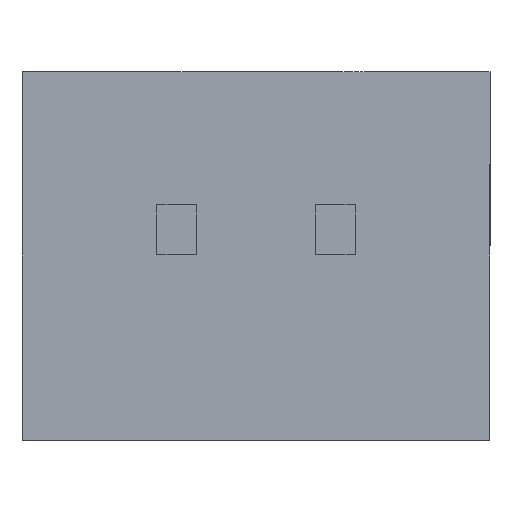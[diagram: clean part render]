
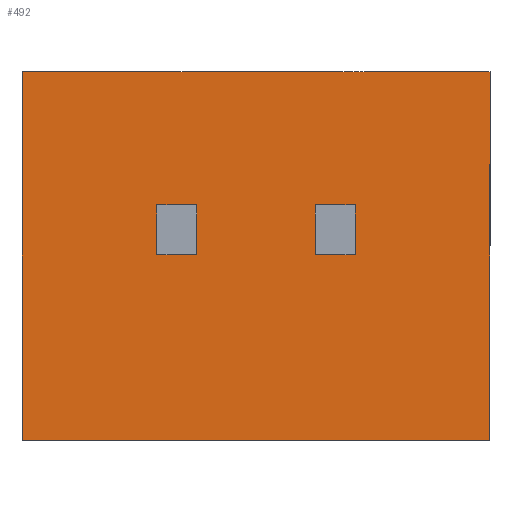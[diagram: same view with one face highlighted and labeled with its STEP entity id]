
A CAD part, front view. The second image highlights one B-rep face of the part: STEP entity #492.
In plain terms, the highlighted planar face has unit normal (0, -1, 0).
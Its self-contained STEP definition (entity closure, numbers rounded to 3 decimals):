
#3 = DIRECTION ( 'NONE',  ( 1., 0., 0. ) ) ;
#15 = ORIENTED_EDGE ( 'NONE', *, *, #1459, .T. ) ;
#39 = VERTEX_POINT ( 'NONE', #149 ) ;
#63 = VERTEX_POINT ( 'NONE', #1424 ) ;
#80 = DIRECTION ( 'NONE',  ( -1., 0., 0. ) ) ;
#92 = FACE_OUTER_BOUND ( 'NONE', #1705, .T. ) ;
#98 = ORIENTED_EDGE ( 'NONE', *, *, #1558, .F. ) ;
#116 = CARTESIAN_POINT ( 'NONE',  ( 5.02, 0., -3.37 ) ) ;
#149 = CARTESIAN_POINT ( 'NONE',  ( 5.02, 0., 2.53 ) ) ;
#187 = VECTOR ( 'NONE', #669, 1000. ) ;
#191 = CARTESIAN_POINT ( 'NONE',  ( 2.86, 0., 0.4 ) ) ;
#197 = DIRECTION ( 'NONE',  ( 0., 0., -1. ) ) ;
#217 = VECTOR ( 'NONE', #1701, 1000. ) ;
#234 = EDGE_CURVE ( 'NONE', #1009, #501, #1727, .T. ) ;
#284 = DIRECTION ( 'NONE',  ( 0., 0., 1. ) ) ;
#293 = CARTESIAN_POINT ( 'NONE',  ( -2.48, 0., -3.37 ) ) ;
#304 = CARTESIAN_POINT ( 'NONE',  ( 5.02, 0., -3.37 ) ) ;
#317 = CARTESIAN_POINT ( 'NONE',  ( 2.22, 0., 0.4 ) ) ;
#347 = EDGE_CURVE ( 'NONE', #1138, #63, #1772, .T. ) ;
#355 = PLANE ( 'NONE',  #1264 ) ;
#365 = EDGE_CURVE ( 'NONE', #755, #39, #417, .T. ) ;
#390 = VERTEX_POINT ( 'NONE', #317 ) ;
#406 = CARTESIAN_POINT ( 'NONE',  ( 2.86, 0., -0.4 ) ) ;
#417 = LINE ( 'NONE', #1400, #436 ) ;
#436 = VECTOR ( 'NONE', #3, 1000. ) ;
#446 = LINE ( 'NONE', #191, #187 ) ;
#452 = VERTEX_POINT ( 'NONE', #1240 ) ;
#463 = EDGE_LOOP ( 'NONE', ( #800, #878, #1900, #1537 ) ) ;
#492 = ADVANCED_FACE ( 'NONE', ( #92, #1495, #1074 ), #355, .T. ) ;
#493 = VECTOR ( 'NONE', #1829, 1000. ) ;
#501 = VERTEX_POINT ( 'NONE', #1598 ) ;
#511 = VECTOR ( 'NONE', #1925, 1000. ) ;
#520 = ORIENTED_EDGE ( 'NONE', *, *, #723, .F. ) ;
#561 = CARTESIAN_POINT ( 'NONE',  ( 2.86, 0., -0.4 ) ) ;
#572 = VECTOR ( 'NONE', #284, 1000. ) ;
#574 = CARTESIAN_POINT ( 'NONE',  ( 2.86, 0., 0.4 ) ) ;
#669 = DIRECTION ( 'NONE',  ( 0., 0., -1. ) ) ;
#670 = VECTOR ( 'NONE', #762, 1000. ) ;
#685 = EDGE_CURVE ( 'NONE', #972, #452, #714, .T. ) ;
#708 = ORIENTED_EDGE ( 'NONE', *, *, #234, .T. ) ;
#710 = LINE ( 'NONE', #1036, #2003 ) ;
#714 = LINE ( 'NONE', #293, #217 ) ;
#723 = EDGE_CURVE ( 'NONE', #39, #972, #837, .T. ) ;
#728 = DIRECTION ( 'NONE',  ( 0., 0., 1. ) ) ;
#731 = VERTEX_POINT ( 'NONE', #1081 ) ;
#735 = CARTESIAN_POINT ( 'NONE',  ( 2.86, 0., 0.4 ) ) ;
#755 = VERTEX_POINT ( 'NONE', #1404 ) ;
#762 = DIRECTION ( 'NONE',  ( 0., 0., -1. ) ) ;
#779 = VECTOR ( 'NONE', #937, 1000. ) ;
#800 = ORIENTED_EDGE ( 'NONE', *, *, #1489, .T. ) ;
#801 = EDGE_CURVE ( 'NONE', #390, #850, #1444, .T. ) ;
#836 = EDGE_CURVE ( 'NONE', #63, #1009, #1293, .T. ) ;
#837 = LINE ( 'NONE', #304, #779 ) ;
#850 = VERTEX_POINT ( 'NONE', #735 ) ;
#854 = ORIENTED_EDGE ( 'NONE', *, *, #836, .T. ) ;
#857 = CARTESIAN_POINT ( 'NONE',  ( 0.32, 0., -0.4 ) ) ;
#878 = ORIENTED_EDGE ( 'NONE', *, *, #801, .T. ) ;
#881 = EDGE_CURVE ( 'NONE', #918, #731, #1265, .T. ) ;
#918 = VERTEX_POINT ( 'NONE', #561 ) ;
#937 = DIRECTION ( 'NONE',  ( 0., 0., -1. ) ) ;
#948 = VECTOR ( 'NONE', #728, 1000. ) ;
#972 = VERTEX_POINT ( 'NONE', #116 ) ;
#976 = ORIENTED_EDGE ( 'NONE', *, *, #365, .F. ) ;
#1009 = VERTEX_POINT ( 'NONE', #1042 ) ;
#1024 = CARTESIAN_POINT ( 'NONE',  ( -0.32, 0., 0.4 ) ) ;
#1036 = CARTESIAN_POINT ( 'NONE',  ( 2.22, 0., 0.4 ) ) ;
#1042 = CARTESIAN_POINT ( 'NONE',  ( -0.32, 0., 0.4 ) ) ;
#1047 = CARTESIAN_POINT ( 'NONE',  ( -2.48, 0., 2.53 ) ) ;
#1074 = FACE_BOUND ( 'NONE', #463, .T. ) ;
#1076 = EDGE_CURVE ( 'NONE', #850, #918, #446, .T. ) ;
#1081 = CARTESIAN_POINT ( 'NONE',  ( 2.22, 0., -0.4 ) ) ;
#1135 = DIRECTION ( 'NONE',  ( 0., -1., 0. ) ) ;
#1138 = VERTEX_POINT ( 'NONE', #857 ) ;
#1240 = CARTESIAN_POINT ( 'NONE',  ( -2.48, 0., -3.37 ) ) ;
#1264 = AXIS2_PLACEMENT_3D ( 'NONE', #1892, #1135, #197 ) ;
#1265 = LINE ( 'NONE', #406, #1837 ) ;
#1293 = LINE ( 'NONE', #1024, #948 ) ;
#1341 = ORIENTED_EDGE ( 'NONE', *, *, #685, .F. ) ;
#1400 = CARTESIAN_POINT ( 'NONE',  ( 5.02, 0., 2.53 ) ) ;
#1404 = CARTESIAN_POINT ( 'NONE',  ( -2.48, 0., 2.53 ) ) ;
#1424 = CARTESIAN_POINT ( 'NONE',  ( -0.32, 0., -0.4 ) ) ;
#1444 = LINE ( 'NONE', #574, #493 ) ;
#1459 = EDGE_CURVE ( 'NONE', #501, #1138, #1709, .T. ) ;
#1489 = EDGE_CURVE ( 'NONE', #731, #390, #710, .T. ) ;
#1495 = FACE_BOUND ( 'NONE', #1981, .T. ) ;
#1527 = CARTESIAN_POINT ( 'NONE',  ( 0.32, 0., 0.4 ) ) ;
#1537 = ORIENTED_EDGE ( 'NONE', *, *, #881, .T. ) ;
#1538 = VECTOR ( 'NONE', #1584, 1000. ) ;
#1558 = EDGE_CURVE ( 'NONE', #452, #755, #1684, .T. ) ;
#1584 = DIRECTION ( 'NONE',  ( -1., 0., 0. ) ) ;
#1598 = CARTESIAN_POINT ( 'NONE',  ( 0.32, 0., 0.4 ) ) ;
#1680 = ORIENTED_EDGE ( 'NONE', *, *, #347, .T. ) ;
#1684 = LINE ( 'NONE', #1047, #572 ) ;
#1701 = DIRECTION ( 'NONE',  ( -1., 0., 0. ) ) ;
#1705 = EDGE_LOOP ( 'NONE', ( #98, #1341, #520, #976 ) ) ;
#1709 = LINE ( 'NONE', #1527, #670 ) ;
#1727 = LINE ( 'NONE', #1758, #511 ) ;
#1758 = CARTESIAN_POINT ( 'NONE',  ( -0.32, 0., 0.4 ) ) ;
#1772 = LINE ( 'NONE', #1885, #1538 ) ;
#1806 = DIRECTION ( 'NONE',  ( 0., 0., 1. ) ) ;
#1829 = DIRECTION ( 'NONE',  ( 1., 0., 0. ) ) ;
#1837 = VECTOR ( 'NONE', #80, 1000. ) ;
#1885 = CARTESIAN_POINT ( 'NONE',  ( -0.32, 0., -0.4 ) ) ;
#1892 = CARTESIAN_POINT ( 'NONE',  ( 0., 0., 0. ) ) ;
#1900 = ORIENTED_EDGE ( 'NONE', *, *, #1076, .T. ) ;
#1925 = DIRECTION ( 'NONE',  ( 1., 0., 0. ) ) ;
#1981 = EDGE_LOOP ( 'NONE', ( #708, #15, #1680, #854 ) ) ;
#2003 = VECTOR ( 'NONE', #1806, 1000. ) ;
